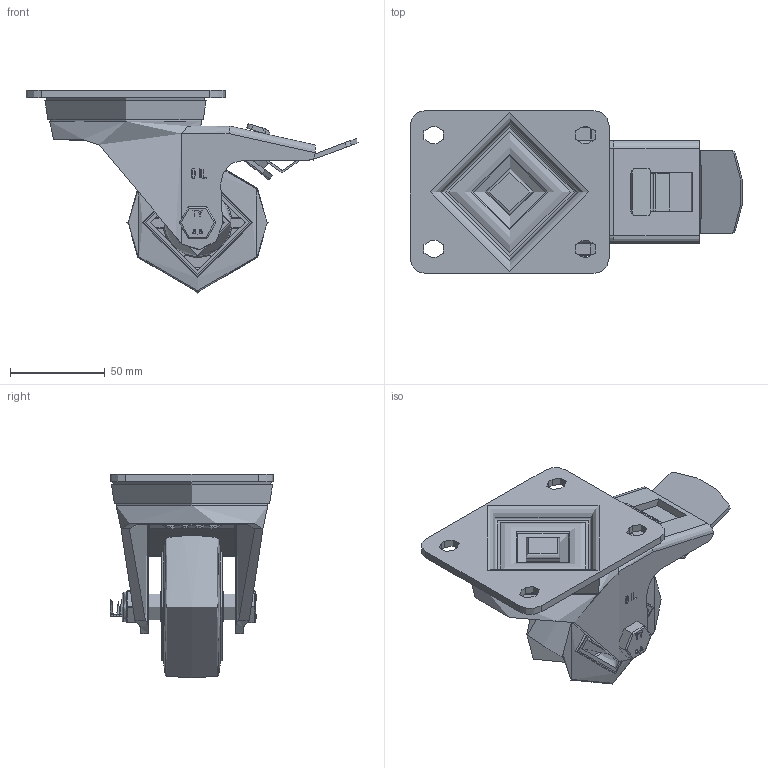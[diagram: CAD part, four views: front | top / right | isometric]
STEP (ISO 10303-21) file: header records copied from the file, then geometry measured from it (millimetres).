
FILE_DESCRIPTION(/* description */ (''),/* implementation_level */ '2;1');
FILE_NAME(/* name */ 'BZHD75ERBJSWB.step',/* time_stamp */ '2025-05-07T14:11:24+01:00',/* author */ (''),/* organization */ (''),/* preprocessor_version */ 'ST-DEVELOPER v20.1',/* originating_system */ 'Autodesk Translation Framework v14.4.0.0',/* authorisation */ '');
FILE_SCHEMA (('AUTOMOTIVE_DESIGN { 1 0 10303 214 3 1 1 }'));
Products named in the file (36): BZHD75ERBJSWB; BZH80ASSWB v1; ZINC PLATED, PRESSED STEEL TOP PLATE; ZINC PLATED, PRESSED STEEL FORKS; BEARING SEAL; ZINC PLATED, PRESSED STEEL BRAKE PEDAL; BRAKE PAD; BRAKE PAD Geometry; BRAKE BOLT; BZM75WERBJM12 v1; 65 SHORE A ELASTIC RUBBER TYRE; ALUMINIUM RIM; BEARING6001; Pattern; BEARING6001 (1); Pattern (1); Component4; OUTER; INNER; MIDDLE; RUBBER; BEARING SPACER; TH12X2X10 v1; ZINC PLATED HEADED SPACER; TH12X2X10 v1 (1); ZINC PLATED HEADED SPACER (1); WM10X16X6 v1; ZINC PLATED WASHER; WM10X16X6 v1 (1); ZINC PLATED WASHER (1); HEXBOLTM10X70Z8.8 v2; GRADE 8.8 THREADED ZINC PLATED BOLT; NYLOCM10Z v1; NYLOC NUT; RUBBER (1); NUT
Assembly tree (56 placements, depth 5):
  BZHD75ERBJSWB
    BZH80ASSWB v1
      ZINC PLATED, PRESSED STEEL TOP PLATE
      ZINC PLATED, PRESSED STEEL FORKS
      BEARING SEAL
      ZINC PLATED, PRESSED STEEL BRAKE PEDAL
      BRAKE PAD
        BRAKE PAD Geometry
        BRAKE BOLT
    BZM75WERBJM12 v1
      65 SHORE A ELASTIC RUBBER TYRE
      ALUMINIUM RIM
      BEARING6001
        OUTER
        INNER
        Pattern
          Component4  x8
        MIDDLE
        RUBBER  x2
      BEARING6001 (1)
        Pattern (1)
          Component4  x8
        OUTER
        INNER
        MIDDLE
        RUBBER  x2
      BEARING SPACER
    TH12X2X10 v1
      ZINC PLATED HEADED SPACER
    TH12X2X10 v1 (1)
      ZINC PLATED HEADED SPACER (1)
    WM10X16X6 v1
      ZINC PLATED WASHER
    WM10X16X6 v1 (1)
      ZINC PLATED WASHER (1)
    HEXBOLTM10X70Z8.8 v2
      GRADE 8.8 THREADED ZINC PLATED BOLT
    NYLOCM10Z v1
      NYLOC NUT
        RUBBER (1)
        NUT
Bounding box: 175.06 x 86 x 107.5 mm (x, y, z)
Volume: 246239.4 mm3; surface area: 136095.1 mm2
Topology: 42 solids, 42 shells, 1160 faces, 2856 edges, 1747 vertices
Faces by surface type: plane 422, cylinder 328, sphere 172, bspline 125, torus 68, cone 45
Full cylindrical faces by diameter (mm): 8 x2, 8.141 x18, 9.85 x19, 10 x3, 10.2 x4, 10.4 x2, 11.9 x2, 12 x5, 15 x2, 15.5 x2, 16 x5, 17 x8, 17.5 x4, 18 x4, 20 x1, 24.72 x8, 25 x2, 25.5 x2, 26 x1, 28 x4, 31 x1, 32 x1, 35 x2, 55 x2, 59 x1, 72 x1, 80 x1
Entity records: 52231 total; most frequent: CARTESIAN_POINT 28409, ORIENTED_EDGE 4818, DIRECTION 4800, EDGE_CURVE 2409, AXIS2_PLACEMENT_3D 1854, VERTEX_POINT 1497, LINE 1092, VECTOR 1092
